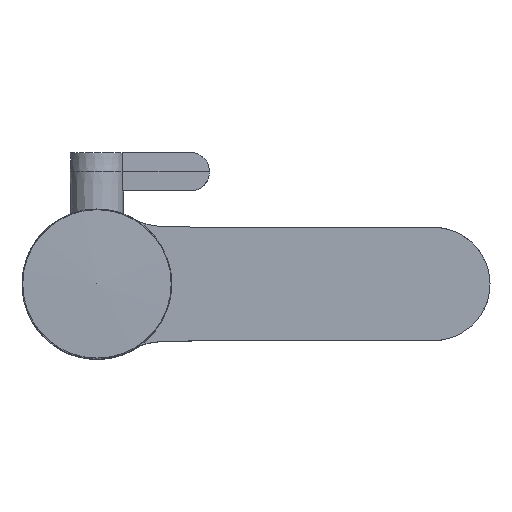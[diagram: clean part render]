
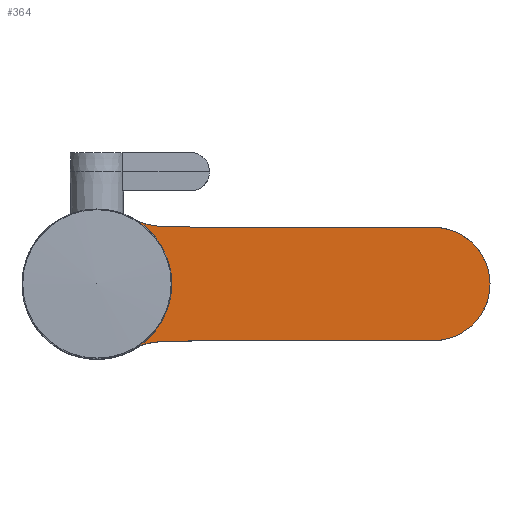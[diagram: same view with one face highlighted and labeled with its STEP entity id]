
A CAD part, top view. The second image highlights one B-rep face of the part: STEP entity #364.
In plain terms, the highlighted planar face has unit normal (0, 0, 1).
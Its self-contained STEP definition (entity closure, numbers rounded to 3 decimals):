
#63=B_SPLINE_CURVE_WITH_KNOTS('',3,(#1055,#1056,#1057,#1058,#1059,#1060,
#1061,#1062,#1063,#1064,#1065,#1066,#1067,#1068,#1069,#1070,#1071,#1072,
#1073,#1074,#1075,#1076,#1077,#1078,#1079,#1080,#1081,#1082),
 .UNSPECIFIED.,.F.,.F.,(4,1,1,1,1,1,1,1,1,1,1,1,1,1,1,1,1,1,1,1,1,1,1,1,
1,4),(0.,0.006,0.009,0.012,0.018,
0.021,0.024,0.029,0.032,
0.035,0.041,0.044,0.047,
0.05,0.053,0.056,0.059,
0.062,0.065,0.071,0.074,
0.077,0.083,0.086,0.088,
0.094),.UNSPECIFIED.);
#67=B_SPLINE_CURVE_WITH_KNOTS('',3,(#1148,#1149,#1150,#1151,#1152,#1153,
#1154,#1155,#1156,#1157,#1158,#1159,#1160,#1161,#1162),.UNSPECIFIED.,.F.,
 .F.,(4,1,1,1,1,1,1,1,1,1,1,1,4),(0.,0.011,0.022,
0.034,0.045,0.056,0.067,
0.073,0.079,0.081,0.084,
0.087,0.09),.UNSPECIFIED.);
#68=B_SPLINE_CURVE_WITH_KNOTS('',3,(#1163,#1164,#1165,#1166,#1167,#1168,
#1169,#1170,#1171,#1172,#1173,#1174,#1175,#1176,#1177),.UNSPECIFIED.,.F.,
 .F.,(4,1,1,1,1,1,1,1,1,1,1,1,4),(0.,0.011,
0.023,0.034,0.045,0.056,
0.067,0.073,0.079,0.081,
0.084,0.087,0.09),.UNSPECIFIED.);
#101=PLANE('',#451);
#172=ORIENTED_EDGE('',*,*,#232,.T.);
#173=ORIENTED_EDGE('',*,*,#228,.F.);
#174=ORIENTED_EDGE('',*,*,#233,.F.);
#175=ORIENTED_EDGE('',*,*,#220,.F.);
#220=EDGE_CURVE('',#258,#260,#282,.T.);
#228=EDGE_CURVE('',#266,#267,#63,.T.);
#232=EDGE_CURVE('',#258,#267,#67,.T.);
#233=EDGE_CURVE('',#260,#266,#68,.T.);
#258=VERTEX_POINT('',#619);
#260=VERTEX_POINT('',#622);
#266=VERTEX_POINT('',#1054);
#267=VERTEX_POINT('',#1083);
#282=CIRCLE('',#449,17.);
#309=EDGE_LOOP('',(#172,#173,#174,#175));
#339=FACE_BOUND('',#309,.T.);
#364=ADVANCED_FACE('',(#339),#101,.F.);
#449=AXIS2_PLACEMENT_3D('',#621,#529,#530);
#451=AXIS2_PLACEMENT_3D('',#1147,#533,#534);
#529=DIRECTION('',(0.,0.,-1.));
#530=DIRECTION('',(-1.,0.,0.));
#533=DIRECTION('',(0.,0.,-1.));
#534=DIRECTION('',(0.,1.,0.));
#619=CARTESIAN_POINT('',(100.996,17.003,105.));
#621=CARTESIAN_POINT('',(100.996,0.003,105.));
#622=CARTESIAN_POINT('',(101.002,-16.997,105.));
#1054=CARTESIAN_POINT('',(11.505,-19.33,105.));
#1055=CARTESIAN_POINT('',(11.505,-19.33,105.));
#1056=CARTESIAN_POINT('',(9.791,-20.349,105.));
#1057=CARTESIAN_POINT('',(7.086,-21.51,105.));
#1058=CARTESIAN_POINT('',(3.172,-22.335,105.));
#1059=CARTESIAN_POINT('',(-0.745,-22.632,105.));
#1060=CARTESIAN_POINT('',(-4.734,-22.143,105.));
#1061=CARTESIAN_POINT('',(-8.459,-20.911,105.));
#1062=CARTESIAN_POINT('',(-12.055,-19.169,105.));
#1063=CARTESIAN_POINT('',(-15.198,-16.788,105.));
#1064=CARTESIAN_POINT('',(-17.847,-13.799,105.));
#1065=CARTESIAN_POINT('',(-20.042,-10.547,105.));
#1066=CARTESIAN_POINT('',(-21.594,-6.841,105.));
#1067=CARTESIAN_POINT('',(-22.369,-2.989,105.));
#1068=CARTESIAN_POINT('',(-22.569,0.006,105.));
#1069=CARTESIAN_POINT('',(-22.376,2.94,105.));
#1070=CARTESIAN_POINT('',(-21.793,5.867,105.));
#1071=CARTESIAN_POINT('',(-20.829,8.68,105.));
#1072=CARTESIAN_POINT('',(-19.521,11.319,105.));
#1073=CARTESIAN_POINT('',(-17.844,13.809,105.));
#1074=CARTESIAN_POINT('',(-15.244,16.749,105.));
#1075=CARTESIAN_POINT('',(-12.043,19.181,105.));
#1076=CARTESIAN_POINT('',(-8.513,20.896,105.));
#1077=CARTESIAN_POINT('',(-4.72,22.156,105.));
#1078=CARTESIAN_POINT('',(-0.806,22.639,105.));
#1079=CARTESIAN_POINT('',(3.174,22.341,105.));
#1080=CARTESIAN_POINT('',(7.014,21.537,105.));
#1081=CARTESIAN_POINT('',(9.791,20.356,105.));
#1082=CARTESIAN_POINT('',(11.505,19.336,105.));
#1083=CARTESIAN_POINT('',(11.505,19.336,105.));
#1147=CARTESIAN_POINT('',(-29.194,-24.997,105.));
#1148=CARTESIAN_POINT('',(100.996,17.003,105.));
#1149=CARTESIAN_POINT('',(97.253,17.003,105.));
#1150=CARTESIAN_POINT('',(89.766,17.003,105.));
#1151=CARTESIAN_POINT('',(78.535,17.003,105.));
#1152=CARTESIAN_POINT('',(67.305,17.001,105.));
#1153=CARTESIAN_POINT('',(56.074,16.996,105.));
#1154=CARTESIAN_POINT('',(44.843,16.99,105.));
#1155=CARTESIAN_POINT('',(35.484,16.982,105.));
#1156=CARTESIAN_POINT('',(27.998,17.005,105.));
#1157=CARTESIAN_POINT('',(23.318,17.053,105.));
#1158=CARTESIAN_POINT('',(19.578,17.206,105.));
#1159=CARTESIAN_POINT('',(16.794,17.46,105.));
#1160=CARTESIAN_POINT('',(14.022,18.079,105.));
#1161=CARTESIAN_POINT('',(12.317,18.853,105.));
#1162=CARTESIAN_POINT('',(11.505,19.336,105.));
#1163=CARTESIAN_POINT('',(101.002,-16.997,105.));
#1164=CARTESIAN_POINT('',(97.258,-16.997,105.));
#1165=CARTESIAN_POINT('',(89.771,-16.997,105.));
#1166=CARTESIAN_POINT('',(78.539,-16.996,105.));
#1167=CARTESIAN_POINT('',(67.308,-16.994,105.));
#1168=CARTESIAN_POINT('',(56.077,-16.989,105.));
#1169=CARTESIAN_POINT('',(44.845,-16.983,105.));
#1170=CARTESIAN_POINT('',(35.486,-16.976,105.));
#1171=CARTESIAN_POINT('',(27.999,-16.998,105.));
#1172=CARTESIAN_POINT('',(23.318,-17.047,105.));
#1173=CARTESIAN_POINT('',(19.578,-17.199,105.));
#1174=CARTESIAN_POINT('',(16.794,-17.454,105.));
#1175=CARTESIAN_POINT('',(14.023,-18.073,105.));
#1176=CARTESIAN_POINT('',(12.317,-18.846,105.));
#1177=CARTESIAN_POINT('',(11.505,-19.33,105.));
